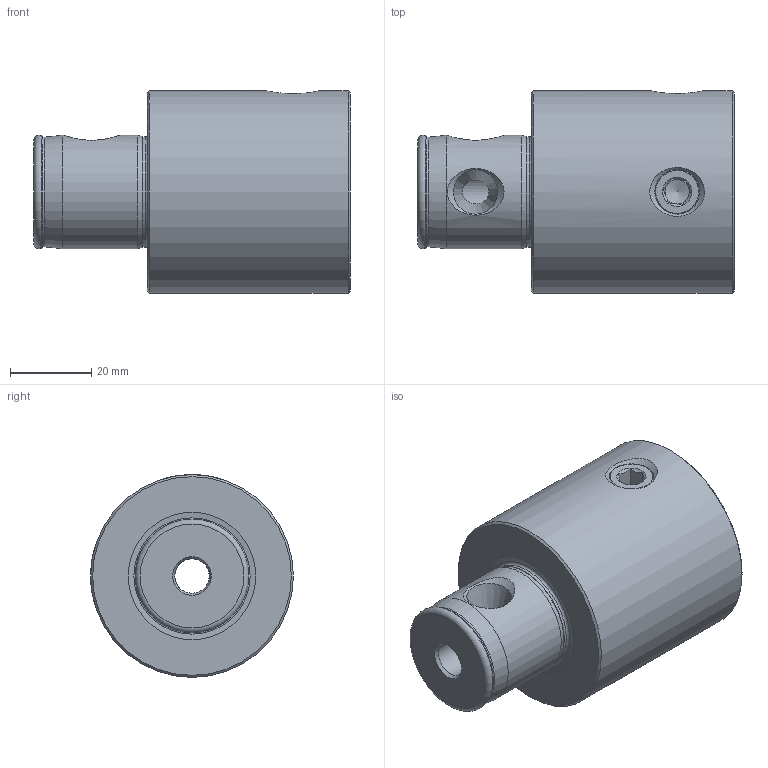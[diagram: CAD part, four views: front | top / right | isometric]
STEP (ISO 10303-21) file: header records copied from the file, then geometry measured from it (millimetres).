
FILE_DESCRIPTION (( 'STEP AP214' ), '1' );
FILE_NAME ('WH5.WH5.001.050.STEP', '2020-08-17T14:17:45', ( '' ), ( '' ), 'SwSTEP 2.0', 'SolidWorks 2017', '' );
FILE_SCHEMA (( 'AUTOMOTIVE_DESIGN' ));
Length unit declared in the file: millimetre
Products named in the file (3): WH5.WH5.001.050; WH5-ER1.001.017; WH5-WH5.001.050_B
Assembly tree (3 placements, depth 2):
  WH5.WH5.001.050
    WH5-WH5.001.050_B
    WH5-ER1.001.017  x2
Bounding box: 78 x 50 x 50 mm (x, y, z)
Volume: 93732.7 mm3; surface area: 20184 mm2
Topology: 3 solids, 3 shells, 75 faces, 176 edges, 105 vertices
Faces by surface type: plane 32, cone 22, cylinder 12, torus 9
Full cylindrical faces by diameter (mm): 6 x2, 8.5 x1, 11 x2, 12 x2, 27.3 x1, 28 x2, 29 x1, 50 x1
Entity records: 2019 total; most frequent: CARTESIAN_POINT 868, DIRECTION 222, ORIENTED_EDGE 148, EDGE_LOOP 102, AXIS2_PLACEMENT_3D 102, EDGE_CURVE 74, FACE_OUTER_BOUND 72, VERTEX_POINT 62
